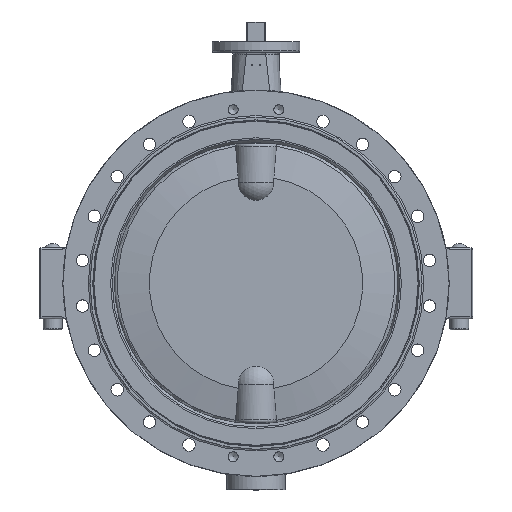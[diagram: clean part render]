
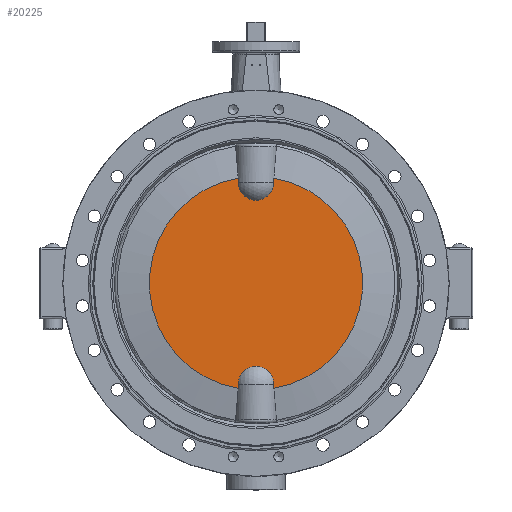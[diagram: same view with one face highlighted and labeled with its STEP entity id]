
A CAD part, top view. The second image highlights one B-rep face of the part: STEP entity #20225.
In plain terms, the highlighted planar face has unit normal (0, 0, 1).
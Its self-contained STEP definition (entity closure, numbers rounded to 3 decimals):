
#1869=LINE('',#36769,#3027);
#1870=LINE('',#36773,#3028);
#1875=LINE('',#36909,#3033);
#1876=LINE('',#36910,#3034);
#3027=VECTOR('',#25994,10.);
#3028=VECTOR('',#25997,10.);
#3033=VECTOR('',#26078,10.);
#3034=VECTOR('',#26079,10.);
#3776=PLANE('',#21882);
#5301=FACE_OUTER_BOUND('',#6832,.T.);
#6832=EDGE_LOOP('',(#16745,#16746,#16747,#16748,#16749,#16750,#16751,#16752));
#7866=CIRCLE('',#21859,42.626);
#7867=CIRCLE('',#21862,256.);
#7869=CIRCLE('',#21865,256.);
#7875=CIRCLE('',#21878,42.626);
#9539=VERTEX_POINT('',#36761);
#9540=VERTEX_POINT('',#36768);
#9541=VERTEX_POINT('',#36770);
#9542=VERTEX_POINT('',#36772);
#9554=VERTEX_POINT('',#36855);
#9555=VERTEX_POINT('',#36865);
#9560=VERTEX_POINT('',#36903);
#9561=VERTEX_POINT('',#36904);
#12001=EDGE_CURVE('',#9540,#9539,#1869,.T.);
#12003=EDGE_CURVE('',#9542,#9541,#1870,.T.);
#12021=EDGE_CURVE('',#9541,#9540,#7866,.T.);
#12023=EDGE_CURVE('',#9554,#9542,#7867,.T.);
#12027=EDGE_CURVE('',#9539,#9555,#7869,.T.);
#12037=EDGE_CURVE('',#9560,#9561,#7875,.T.);
#12039=EDGE_CURVE('',#9561,#9554,#1875,.T.);
#12040=EDGE_CURVE('',#9555,#9560,#1876,.T.);
#16745=ORIENTED_EDGE('',*,*,#12001,.T.);
#16746=ORIENTED_EDGE('',*,*,#12027,.T.);
#16747=ORIENTED_EDGE('',*,*,#12040,.T.);
#16748=ORIENTED_EDGE('',*,*,#12037,.T.);
#16749=ORIENTED_EDGE('',*,*,#12039,.T.);
#16750=ORIENTED_EDGE('',*,*,#12023,.T.);
#16751=ORIENTED_EDGE('',*,*,#12003,.T.);
#16752=ORIENTED_EDGE('',*,*,#12021,.T.);
#20225=ADVANCED_FACE('',(#5301),#3776,.T.);
#21859=AXIS2_PLACEMENT_3D('',#36844,#26030,#26031);
#21862=AXIS2_PLACEMENT_3D('',#36856,#26036,#26037);
#21865=AXIS2_PLACEMENT_3D('',#36872,#26042,#26043);
#21878=AXIS2_PLACEMENT_3D('',#36905,#26070,#26071);
#21882=AXIS2_PLACEMENT_3D('',#36911,#26080,#26081);
#25994=DIRECTION('',(0.,-1.,0.));
#25997=DIRECTION('',(0.,1.,0.));
#26030=DIRECTION('center_axis',(0.,0.,
-1.));
#26031=DIRECTION('ref_axis',(1.,0.,0.));
#26036=DIRECTION('center_axis',(0.,0.,
1.));
#26037=DIRECTION('ref_axis',(0.,-1.,0.));
#26042=DIRECTION('center_axis',(0.,0.,
1.));
#26043=DIRECTION('ref_axis',(0.,-1.,0.));
#26070=DIRECTION('center_axis',(0.,0.,
-1.));
#26071=DIRECTION('ref_axis',(1.,0.,0.));
#26078=DIRECTION('',(0.,1.,0.));
#26079=DIRECTION('',(0.,-1.,0.));
#26080=DIRECTION('center_axis',(0.,0.,
1.));
#26081=DIRECTION('ref_axis',(-1.,0.,0.));
#36761=CARTESIAN_POINT('',(42.626,-248.426,28.));
#36768=CARTESIAN_POINT('',(42.626,-238.,28.));
#36769=CARTESIAN_POINT('',(42.626,-282.921,28.));
#36770=CARTESIAN_POINT('',(-42.626,-238.,28.));
#36772=CARTESIAN_POINT('',(-42.626,-248.426,28.));
#36773=CARTESIAN_POINT('',(-42.626,-282.921,28.));
#36844=CARTESIAN_POINT('Origin',(0.,-238.,28.));
#36855=CARTESIAN_POINT('',(-42.626,256.426,28.));
#36856=CARTESIAN_POINT('Origin',(0.,4.,28.));
#36865=CARTESIAN_POINT('',(42.626,256.426,28.));
#36872=CARTESIAN_POINT('Origin',(0.,4.,28.));
#36903=CARTESIAN_POINT('',(42.626,246.,28.));
#36904=CARTESIAN_POINT('',(-42.626,246.,28.));
#36905=CARTESIAN_POINT('Origin',(0.,246.,28.));
#36909=CARTESIAN_POINT('',(-42.626,290.921,28.));
#36910=CARTESIAN_POINT('',(42.626,290.921,28.));
#36911=CARTESIAN_POINT('Origin',(0.,-124.,28.));
